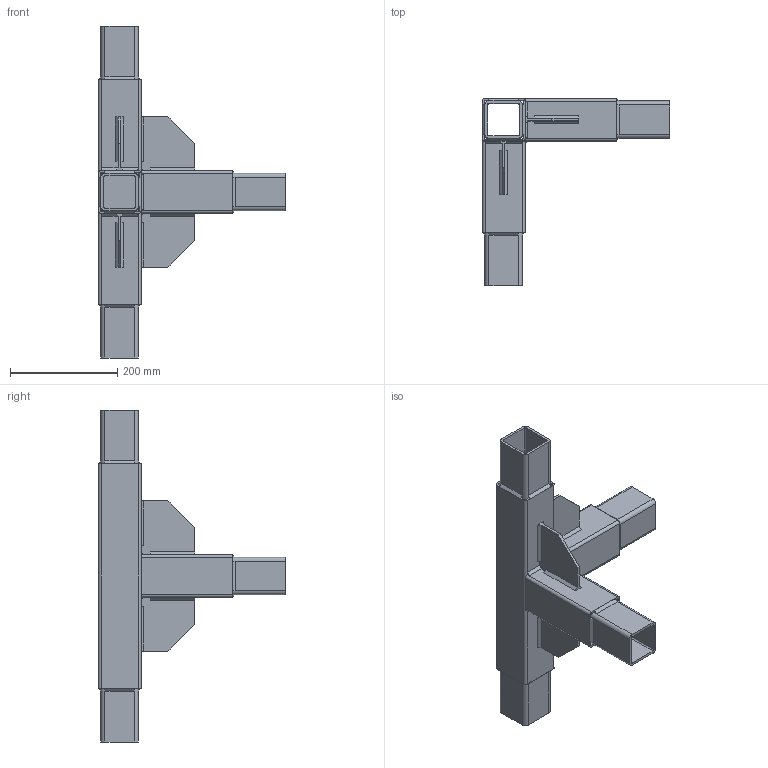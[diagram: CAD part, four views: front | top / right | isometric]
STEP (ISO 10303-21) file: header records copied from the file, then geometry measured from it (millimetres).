
FILE_DESCRIPTION (( 'STEP AP203' ), '1' );
FILE_NAME ('NoeudT_sans_alesage_fusionne.STEP', '2022-06-10T11:11:17', ( 'satch' ), ( 'Microsoft' ), 'SwSTEP 2.0', 'SolidWorks 2018', '' );
FILE_SCHEMA (( 'CONFIG_CONTROL_DESIGN' ));
Length unit declared in the file: millimetre
Products named in the file (1): NoeudT_sans_alesage_fusionne
Bounding box: 350.2 x 350.2 x 620 mm (x, y, z)
Volume: 2033904.8 mm3; surface area: 954255.8 mm2
Topology: 5 solids, 5 shells, 301 faces, 821 edges, 518 vertices
Faces by surface type: plane 245, cylinder 56
Entity records: 9472 total; most frequent: ORIENTED_EDGE 1642, CARTESIAN_POINT 1641, DIRECTION 1537, EDGE_CURVE 821, LINE 709, VECTOR 709, VERTEX_POINT 518, AXIS2_PLACEMENT_3D 414
